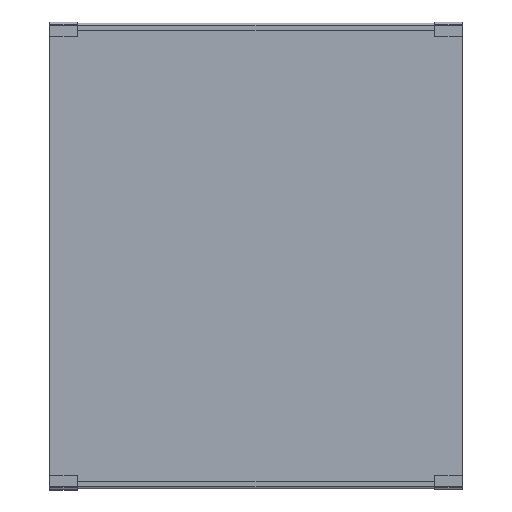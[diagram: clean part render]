
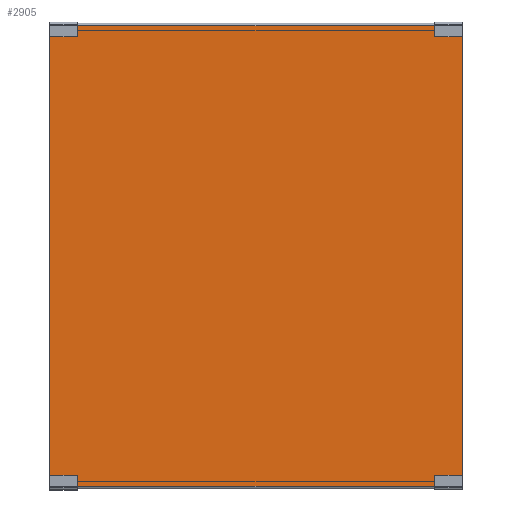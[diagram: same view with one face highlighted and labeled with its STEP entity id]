
A CAD part, top view. The second image highlights one B-rep face of the part: STEP entity #2905.
In plain terms, the highlighted planar face has unit normal (0, 0, 1).
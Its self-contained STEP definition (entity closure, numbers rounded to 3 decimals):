
#443=FACE_OUTER_BOUND('',#599,.T.);
#599=EDGE_LOOP('',(#2638,#2639,#2640,#2641));
#852=LINE('',#4962,#1120);
#861=LINE('',#4981,#1129);
#865=LINE('',#4993,#1133);
#866=LINE('',#4994,#1134);
#1120=VECTOR('',#4080,1.);
#1129=VECTOR('',#4099,1.);
#1133=VECTOR('',#4109,1.);
#1134=VECTOR('',#4110,1.);
#1422=VERTEX_POINT('',#4959);
#1423=VERTEX_POINT('',#4961);
#1428=VERTEX_POINT('',#4980);
#1433=VERTEX_POINT('',#4992);
#1839=EDGE_CURVE('',#1423,#1422,#852,.T.);
#1849=EDGE_CURVE('',#1423,#1428,#861,.T.);
#1855=EDGE_CURVE('',#1422,#1433,#865,.T.);
#1856=EDGE_CURVE('',#1433,#1428,#866,.T.);
#2638=ORIENTED_EDGE('',*,*,#1855,.T.);
#2639=ORIENTED_EDGE('',*,*,#1856,.T.);
#2640=ORIENTED_EDGE('',*,*,#1849,.F.);
#2641=ORIENTED_EDGE('',*,*,#1839,.T.);
#2752=PLANE('',#3225);
#2905=ADVANCED_FACE('',(#443),#2752,.F.);
#3225=AXIS2_PLACEMENT_3D('',#4991,#4107,#4108);
#4080=DIRECTION('',(-1.,0.,0.));
#4099=DIRECTION('',(0.,-1.,0.));
#4107=DIRECTION('center_axis',(0.,0.,-1.));
#4108=DIRECTION('ref_axis',(0.,-1.,0.));
#4109=DIRECTION('',(0.,-1.,0.));
#4110=DIRECTION('',(1.,0.,0.));
#4959=CARTESIAN_POINT('',(-156.765,527.028,240.39));
#4961=CARTESIAN_POINT('',(289.837,527.028,240.39));
#4962=CARTESIAN_POINT('',(183.673,527.028,240.39));
#4980=CARTESIAN_POINT('',(289.837,28.627,240.39));
#4981=CARTESIAN_POINT('',(289.837,252.828,240.39));
#4991=CARTESIAN_POINT('Origin',(183.673,174.628,240.39));
#4992=CARTESIAN_POINT('',(-156.765,28.627,240.39));
#4993=CARTESIAN_POINT('',(-156.765,152.828,240.39));
#4994=CARTESIAN_POINT('',(183.673,28.627,240.39));
